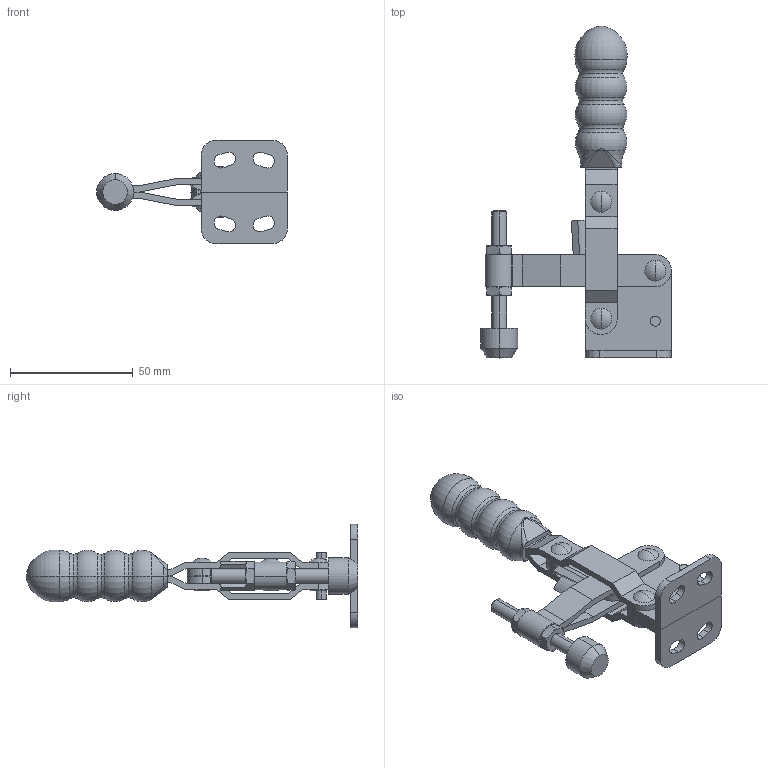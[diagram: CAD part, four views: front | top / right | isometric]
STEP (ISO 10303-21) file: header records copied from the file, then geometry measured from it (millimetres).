
FILE_DESCRIPTION (( 'STEP AP214' ), '1' );
FILE_NAME ('GH-12002-C(Â²¤Æ)-1.STEP', '2020-08-07T02:34:05', ( 'LinWei' ), ( '' ), 'SwSTEP 2.0', 'SolidWorks 2016', '' );
FILE_SCHEMA (( 'AUTOMOTIVE_DESIGN' ));
Length unit declared in the file: millimetre
Products named in the file (6): GH-12002-C(簡化)-1; Group4^GH-12002-C(簡化); Group3^GH-12002-C(簡化); Group4^GH-12002-C(簡化)-1; Group2^GH-12002-C(簡化)-1; Group1^GH-12002-C(簡化)-1
Assembly tree (5 placements, depth 2):
  GH-12002-C(簡化)-1
    Group1^GH-12002-C(簡化)-1
    Group2^GH-12002-C(簡化)-1
    Group4^GH-12002-C(簡化)-1
    Group3^GH-12002-C(簡化)
    Group4^GH-12002-C(簡化)
Bounding box: 77.5 x 135 x 42 mm (x, y, z)
Volume: 42785.5 mm3; surface area: 23260.3 mm2
Topology: 5 solids, 5 shells, 298 faces, 729 edges, 458 vertices
Faces by surface type: plane 116, cylinder 104, torus 36, cone 28, sphere 8, bspline 6
Entity records: 10832 total; most frequent: CARTESIAN_POINT 2305, DIRECTION 1522, ORIENTED_EDGE 1454, EDGE_CURVE 727, AXIS2_PLACEMENT_3D 595, VERTEX_POINT 458, EDGE_LOOP 339, LINE 332
